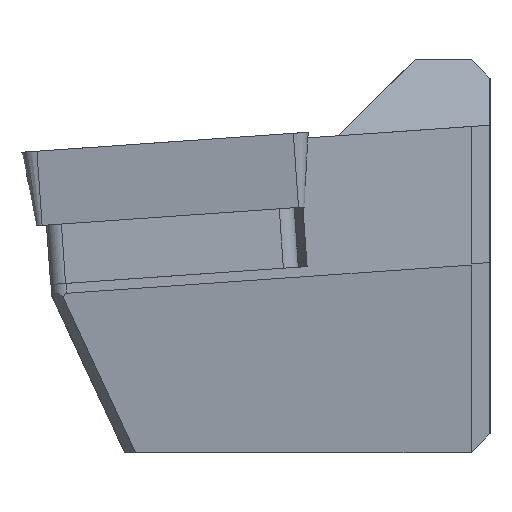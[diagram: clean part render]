
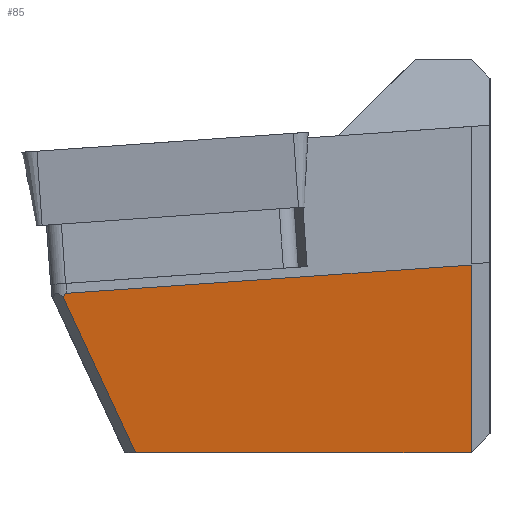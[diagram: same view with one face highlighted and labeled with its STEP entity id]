
A CAD part, left-side view. The second image highlights one B-rep face of the part: STEP entity #85.
In plain terms, the highlighted planar face has unit normal (-0.993, -0.009, -0.122).
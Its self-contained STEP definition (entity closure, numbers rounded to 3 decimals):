
#42 = LINE ( 'NONE', #2132, #2168 ) ;
#61 = DIRECTION ( 'NONE',  ( -0.114, 0.42, 0.9 ) ) ;
#85 = ADVANCED_FACE ( 'NONE', ( #438 ), #2532, .T. ) ;
#154 = CARTESIAN_POINT ( 'NONE',  ( 1.296, 1.009, -5.982 ) ) ;
#215 = CARTESIAN_POINT ( 'NONE',  ( 1.296, 22.675, -7.497 ) ) ;
#219 = VERTEX_POINT ( 'NONE', #2437 ) ;
#415 = ORIENTED_EDGE ( 'NONE', *, *, #678, .F. ) ;
#427 = CARTESIAN_POINT ( 'NONE',  ( 2.523, 1.009, -16. ) ) ;
#438 = FACE_OUTER_BOUND ( 'NONE', #1245, .T. ) ;
#598 = DIRECTION ( 'NONE',  ( 0., -0.998, 0.07 ) ) ;
#601 = CARTESIAN_POINT ( 'NONE',  ( 0.563, 0.005, 0.069 ) ) ;
#609 = CARTESIAN_POINT ( 'NONE',  ( 1.296, -0.515, -5.876 ) ) ;
#678 = EDGE_CURVE ( 'NONE', #1316, #2162, #1982, .T. ) ;
#722 = EDGE_CURVE ( 'NONE', #2162, #2557, #42, .T. ) ;
#729 = CARTESIAN_POINT ( 'NONE',  ( 1.296, 22.607, -7.493 ) ) ;
#814 = VERTEX_POINT ( 'NONE', #2196 ) ;
#927 = AXIS2_PLACEMENT_3D ( 'NONE', #601, #1848, #2522 ) ;
#950 = CARTESIAN_POINT ( 'NONE',  ( 1.603, 21.756, -9.942 ) ) ;
#980 = EDGE_CURVE ( 'NONE', #219, #2557, #1269, .T. ) ;
#1063 = CARTESIAN_POINT ( 'NONE',  ( 1.305, 22.738, -7.573 ) ) ;
#1084 = ORIENTED_EDGE ( 'NONE', *, *, #1647, .F. ) ;
#1210 = CARTESIAN_POINT ( 'NONE',  ( 2.531, 0.022, -16. ) ) ;
#1245 = EDGE_LOOP ( 'NONE', ( #415, #1084, #1310, #1405, #2446 ) ) ;
#1269 = LINE ( 'NONE', #1210, #1989 ) ;
#1310 = ORIENTED_EDGE ( 'NONE', *, *, #1937, .F. ) ;
#1316 = VERTEX_POINT ( 'NONE', #729 ) ;
#1405 = ORIENTED_EDGE ( 'NONE', *, *, #980, .T. ) ;
#1416 = DIRECTION ( 'NONE',  ( 0.009, -1., 0. ) ) ;
#1465 = CARTESIAN_POINT ( 'NONE',  ( 1.296, 22.607, -7.493 ) ) ;
#1509 = LINE ( 'NONE', #950, #1875 ) ;
#1647 = EDGE_CURVE ( 'NONE', #814, #1316, #2288, .T. ) ;
#1818 = VECTOR ( 'NONE', #598, 1000. ) ;
#1848 = DIRECTION ( 'NONE',  ( -0.993, -0.009, -0.122 ) ) ;
#1875 = VECTOR ( 'NONE', #61, 1000. ) ;
#1937 = EDGE_CURVE ( 'NONE', #219, #814, #1509, .T. ) ;
#1982 = LINE ( 'NONE', #609, #1818 ) ;
#1989 = VECTOR ( 'NONE', #1416, 1000. ) ;
#2132 = CARTESIAN_POINT ( 'NONE',  ( 2.4, 1.009, -15.001 ) ) ;
#2162 = VERTEX_POINT ( 'NONE', #154 ) ;
#2168 = VECTOR ( 'NONE', #2318, 1000. ) ;
#2196 = CARTESIAN_POINT ( 'NONE',  ( 1.322, 22.794, -7.717 ) ) ;
#2288 =( BOUNDED_CURVE ( )  B_SPLINE_CURVE ( 3, ( #2363, #1063, #215, #1465 ),
 .UNSPECIFIED., .F., .F. ) 
 B_SPLINE_CURVE_WITH_KNOTS ( ( 4, 4 ),
 ( 2.886, 3.142 ),
 .UNSPECIFIED. ) 
 CURVE ( )  GEOMETRIC_REPRESENTATION_ITEM ( )  RATIONAL_B_SPLINE_CURVE ( ( 1., 0.995, 0.995, 1. ) ) 
 REPRESENTATION_ITEM ( '' )  );
#2318 = DIRECTION ( 'NONE',  ( 0.122, 0., -0.993 ) ) ;
#2363 = CARTESIAN_POINT ( 'NONE',  ( 1.322, 22.794, -7.717 ) ) ;
#2437 = CARTESIAN_POINT ( 'NONE',  ( 2.369, 18.932, -16. ) ) ;
#2446 = ORIENTED_EDGE ( 'NONE', *, *, #722, .F. ) ;
#2522 = DIRECTION ( 'NONE',  ( -0.122, 0., 0.993 ) ) ;
#2532 = PLANE ( 'NONE',  #927 ) ;
#2557 = VERTEX_POINT ( 'NONE', #427 ) ;
